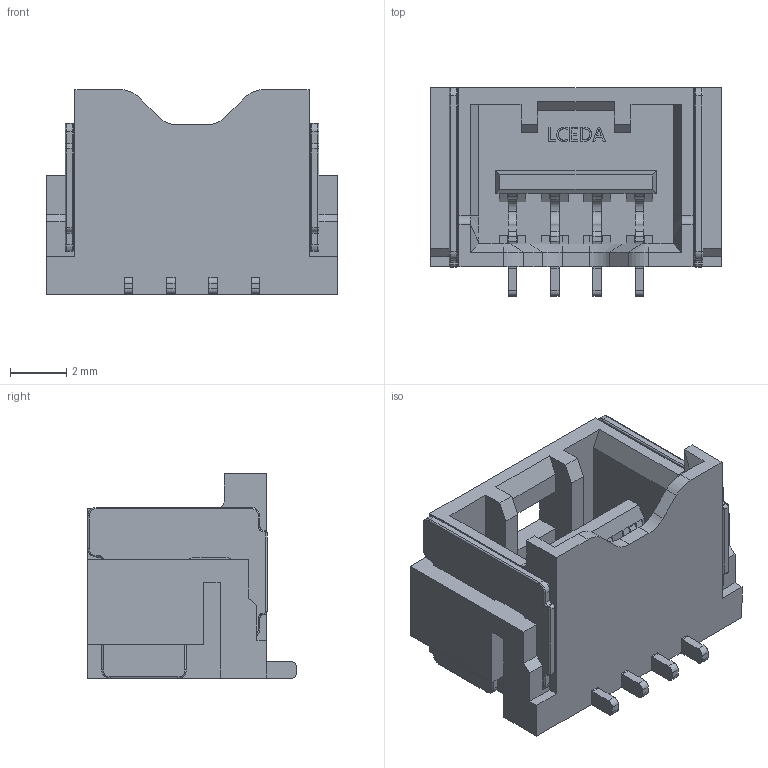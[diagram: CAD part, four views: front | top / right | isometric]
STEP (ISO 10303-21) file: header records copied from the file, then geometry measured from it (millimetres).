
FILE_DESCRIPTION (( 'STEP AP214' ), '1' );
FILE_NAME ('CONN-SMD_502584-P1.50-LS-4P.step', '2022-08-08T02:01:31', ( '' ), ( '' ), 'SwSTEP 2.0', 'SolidWorks 2020', '' );
FILE_SCHEMA (( 'AUTOMOTIVE_DESIGN' ));
Length unit declared in the file: millimetre
Products named in the file (1): CONN-SMD_502584-P1.50-LS-4P
Bounding box: 10.3 x 7.4 x 7.26 mm (x, y, z)
Volume: 222 mm3; surface area: 678.6 mm2
Topology: 14 solids, 14 shells, 705 faces, 1877 edges, 1206 vertices
Faces by surface type: plane 425, cylinder 114, bspline 112, torus 44, cone 10
Entity records: 30913 total; most frequent: CARTESIAN_POINT 6037, ORIENTED_EDGE 3754, DIRECTION 3107, EDGE_CURVE 1877, VECTOR 1347, LINE 1347, VERTEX_POINT 1206, AXIS2_PLACEMENT_3D 880
